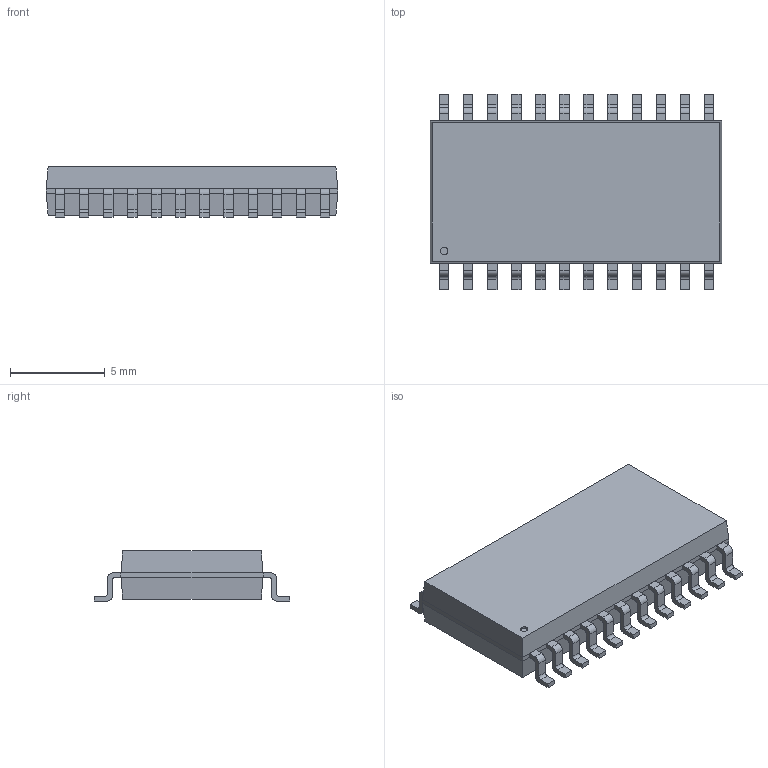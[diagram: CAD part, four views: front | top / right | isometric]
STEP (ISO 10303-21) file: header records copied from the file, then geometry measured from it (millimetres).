
FILE_DESCRIPTION(/* description */ (''),/* implementation_level */ '2;1');
FILE_NAME(/* name */ '5eff97977c244518a3fd4a8f',/* time_stamp */ '2020-07-03T20:39:52+00:00',/* author */ (''),/* organization */ (''),/* preprocessor_version */ 'ST-DEVELOPER v16.7',/* originating_system */ $,/* authorisation */ $);
FILE_SCHEMA (('AUTOMOTIVE_DESIGN {1 0 10303 214 3 1 1}'));
Length unit declared in the file: metre
Products named in the file (25): Part 25; Part 24; Part 23; Part 22; Part 21; Part 20; Part 19; Part 18; Part 17; Part 16; Part 15; Part 14; Part 13; Part 12; Part 11; Part 10; Part 9; Part 8; Part 7; Part 6; Part 5; Part 4; Part 3; Part 2; Part 1
Bounding box: 15.38 x 10.3 x 2.65 mm (x, y, z)
Volume: 296.5 mm3; surface area: 433.3 mm2
Topology: 25 solids, 25 shells, 352 faces, 895 edges, 594 vertices
Faces by surface type: plane 255, cylinder 97
Full cylindrical faces by diameter (mm): 0.4 x1
Entity records: 11210 total; most frequent: CARTESIAN_POINT 1865, DIRECTION 1842, ORIENTED_EDGE 1788, EDGE_CURVE 894, LINE 700, VECTOR 700, VERTEX_POINT 594, AXIS2_PLACEMENT_3D 571
